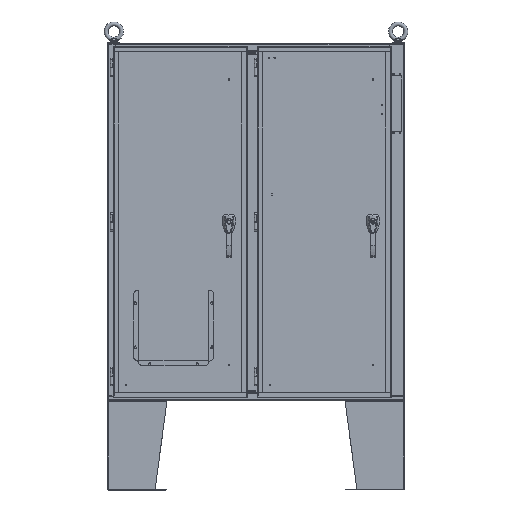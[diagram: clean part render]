
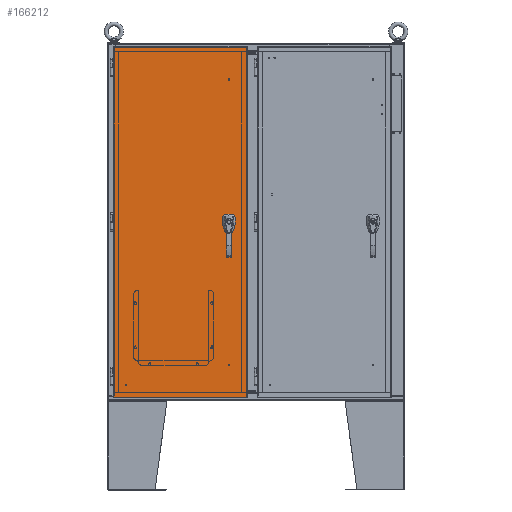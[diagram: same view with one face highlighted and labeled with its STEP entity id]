
A CAD part, top view. The second image highlights one B-rep face of the part: STEP entity #166212.
In plain terms, the highlighted face is planar.
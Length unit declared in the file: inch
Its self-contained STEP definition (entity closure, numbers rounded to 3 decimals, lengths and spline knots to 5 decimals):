
#650 = FACE_OUTER_BOUND ( 'NONE', #70507, .T. ) ;
#833 = LINE ( 'NONE', #139945, #4919 ) ;
#4919 = VECTOR ( 'NONE', #169673, 39.37008 ) ;
#7648 = CARTESIAN_POINT ( 'NONE',  ( 0.87245, -1.1678, 59.62551 ) ) ;
#9027 = VERTEX_POINT ( 'NONE', #156578 ) ;
#20856 = VERTEX_POINT ( 'NONE', #162959 ) ;
#24061 = DIRECTION ( 'NONE',  ( 0., 0., -1. ) ) ;
#28456 = DIRECTION ( 'NONE',  ( 0., -1., 0. ) ) ;
#34432 = EDGE_CURVE ( 'NONE', #150594, #20856, #145375, .T. ) ;
#41642 = CARTESIAN_POINT ( 'NONE',  ( 0., -1.1678, 0. ) ) ;
#54650 = CARTESIAN_POINT ( 'NONE',  ( 0.87245, -1.1678, 0.49773 ) ) ;
#56280 = ORIENTED_EDGE ( 'NONE', *, *, #112117, .T. ) ;
#64760 = LINE ( 'NONE', #75642, #95285 ) ;
#70507 = EDGE_LOOP ( 'NONE', ( #56280, #102584, #144324, #77179 ) ) ;
#75642 = CARTESIAN_POINT ( 'NONE',  ( 0.87245, -1.1678, 59.62551 ) ) ;
#77179 = ORIENTED_EDGE ( 'NONE', *, *, #155099, .F. ) ;
#77993 = VECTOR ( 'NONE', #24061, 39.37008 ) ;
#79768 = PLANE ( 'NONE',  #116361 ) ;
#92661 = VERTEX_POINT ( 'NONE', #7648 ) ;
#95285 = VECTOR ( 'NONE', #114465, 39.37008 ) ;
#102584 = ORIENTED_EDGE ( 'NONE', *, *, #157594, .T. ) ;
#107202 = DIRECTION ( 'NONE',  ( 0., 0., -1. ) ) ;
#112117 = EDGE_CURVE ( 'NONE', #92661, #9027, #833, .T. ) ;
#114465 = DIRECTION ( 'NONE',  ( 1., 0., 0. ) ) ;
#115361 = CARTESIAN_POINT ( 'NONE',  ( 23.37248, -1.1678, 59.62551 ) ) ;
#115972 = CARTESIAN_POINT ( 'NONE',  ( 23.37248, -1.1678, 59.62551 ) ) ;
#116361 = AXIS2_PLACEMENT_3D ( 'NONE', #41642, #28456, #107202 ) ;
#123963 = VECTOR ( 'NONE', #147071, 39.37008 ) ;
#139945 = CARTESIAN_POINT ( 'NONE',  ( 0.87245, -1.1678, 59.62551 ) ) ;
#144324 = ORIENTED_EDGE ( 'NONE', *, *, #34432, .F. ) ;
#144419 = LINE ( 'NONE', #54650, #123963 ) ;
#145375 = LINE ( 'NONE', #115361, #77993 ) ;
#147071 = DIRECTION ( 'NONE',  ( 1., 0., 0. ) ) ;
#150594 = VERTEX_POINT ( 'NONE', #115972 ) ;
#155099 = EDGE_CURVE ( 'NONE', #92661, #150594, #64760, .T. ) ;
#156578 = CARTESIAN_POINT ( 'NONE',  ( 0.87245, -1.1678, 0.49773 ) ) ;
#157594 = EDGE_CURVE ( 'NONE', #9027, #20856, #144419, .T. ) ;
#162959 = CARTESIAN_POINT ( 'NONE',  ( 23.37248, -1.1678, 0.49773 ) ) ;
#166212 = ADVANCED_FACE ( 'NONE', ( #650 ), #79768, .T. ) ;
#169673 = DIRECTION ( 'NONE',  ( 0., 0., -1. ) ) ;
